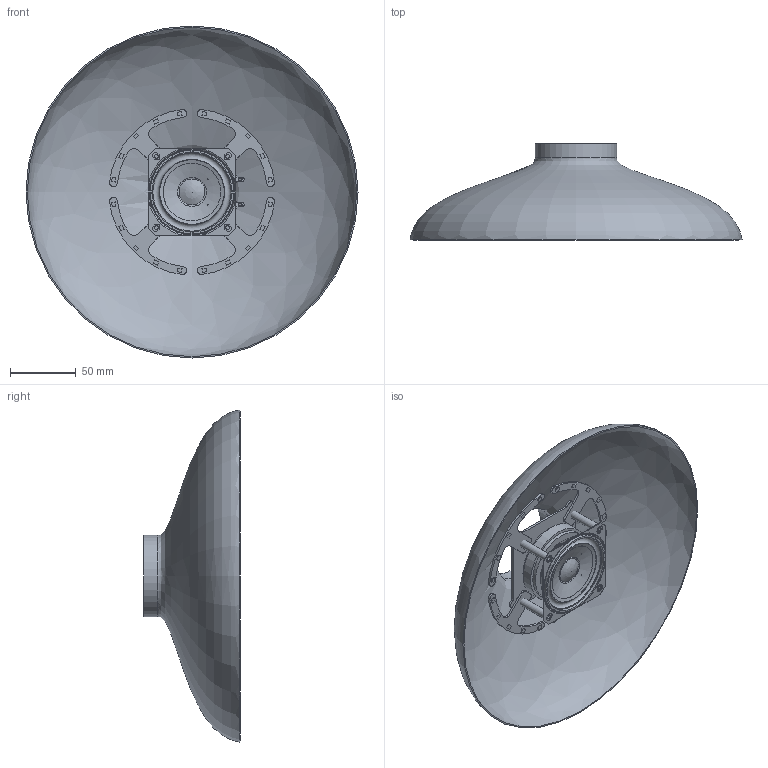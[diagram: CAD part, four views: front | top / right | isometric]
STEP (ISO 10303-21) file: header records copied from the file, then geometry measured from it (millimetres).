
FILE_DESCRIPTION(/* description */ (''),/* implementation_level */ '2;1');
FILE_NAME(/* name */ 'Anchor7 Assembly v29.step',/* time_stamp */ '2022-01-19T10:58:26-05:00',/* author */ (''),/* organization */ (''),/* preprocessor_version */ 'ST-DEVELOPER v18.1',/* originating_system */ 'Autodesk Translation Framework v10.10.0.1391',/* authorisation */ '');
FILE_SCHEMA (('AUTOMOTIVE_DESIGN { 1 0 10303 214 3 1 1 }'));
Length unit declared in the file: millimetre
Products named in the file (4): Anchor7 Assembly; AS06608PS-WR-R; AS06608PS-WR-R_1; Anchor Shade
Assembly tree (3 placements, depth 3):
  Anchor7 Assembly
    AS06608PS-WR-R
      AS06608PS-WR-R_1
    Anchor Shade
Bounding box: 251.59 x 72.85 x 251.59 mm (x, y, z)
Volume: 126576.4 mm3; surface area: 177342.5 mm2
Topology: 15 solids, 15 shells, 552 faces, 1393 edges, 914 vertices
Faces by surface type: plane 299, cylinder 143, torus 57, bspline 37, cone 16
Full cylindrical faces by diameter (mm): 3 x4, 3.4 x4, 6 x4, 13.74 x1, 13.94 x1, 14.54 x3, 14.74 x1, 14.94 x1, 17.931 x1, 18.331 x1, 19.831 x1, 20.231 x1, 22.531 x1, 22.931 x1, 24.431 x1, 24.831 x1, 27.131 x1, 27.531 x1, 29.031 x1, 29.431 x1, 31.731 x1, 32.131 x1, 41.473 x1, 55.4 x1, 59.951 x1, 60 x1, 60.4 x1, 60.9 x1, 61.5 x1, 61.951 x1
Entity records: 20275 total; most frequent: CARTESIAN_POINT 6309, DIRECTION 2845, ORIENTED_EDGE 2750, EDGE_CURVE 1375, AXIS2_PLACEMENT_3D 1051, VERTEX_POINT 914, LINE 743, VECTOR 743
